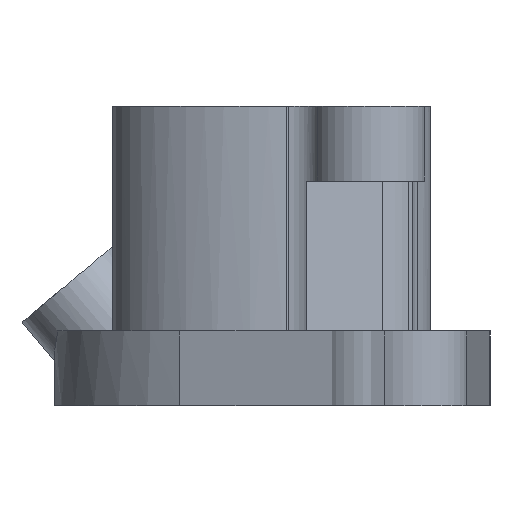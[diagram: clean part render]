
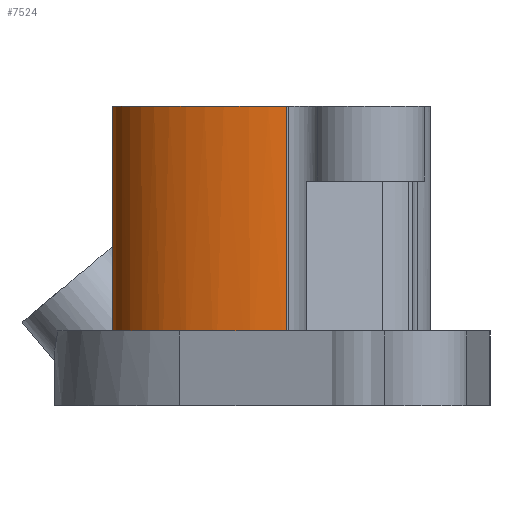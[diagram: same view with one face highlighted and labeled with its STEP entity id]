
A CAD part, left-side view. The second image highlights one B-rep face of the part: STEP entity #7524.
In plain terms, the highlighted free-form (B-spline) face has degree [3, 1] with [4, 2] control points.
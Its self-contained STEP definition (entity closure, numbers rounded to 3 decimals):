
#137 = VERTEX_POINT ( 'NONE', #7730 ) ;
#230 = ORIENTED_EDGE ( 'NONE', *, *, #5281, .F. ) ;
#431 = ORIENTED_EDGE ( 'NONE', *, *, #9043, .T. ) ;
#1840 = VERTEX_POINT ( 'NONE', #9725 ) ;
#1973 = EDGE_LOOP ( 'NONE', ( #230, #9879, #5236, #431 ) ) ;
#2097 = CARTESIAN_POINT ( 'NONE',  ( -243.674, 26.006, 256. ) ) ;
#2177 = CARTESIAN_POINT ( 'NONE',  ( -255.046, 26.006, 304. ) ) ;
#2324 = VECTOR ( 'NONE', #6325, 1000. ) ;
#2382 =( BOUNDED_CURVE ( )  B_SPLINE_CURVE ( 3, ( #7261, #2434, #7310, #10526 ),
 .UNSPECIFIED., .F., .T. ) 
 B_SPLINE_CURVE_WITH_KNOTS ( ( 4, 4 ),
 ( 3.142, 4.809 ),
 .UNSPECIFIED. ) 
 CURVE ( )  GEOMETRIC_REPRESENTATION_ITEM ( )  RATIONAL_B_SPLINE_CURVE ( ( 1., 0.781, 0.781, 1. ) ) 
 REPRESENTATION_ITEM ( '' )  );
#2434 = CARTESIAN_POINT ( 'NONE',  ( -255.046, 26.006, 304. ) ) ;
#2978 = CARTESIAN_POINT ( 'NONE',  ( -243.674, 26.006, 304. ) ) ;
#3238 = VERTEX_POINT ( 'NONE', #3921 ) ;
#3725 = FACE_OUTER_BOUND ( 'NONE', #1973, .T. ) ;
#3921 = CARTESIAN_POINT ( 'NONE',  ( -243.674, 26.006, 304. ) ) ;
#4778 = CARTESIAN_POINT ( 'NONE',  ( -261.59, -1.958, 304. ) ) ;
#5236 = ORIENTED_EDGE ( 'NONE', *, *, #8989, .F. ) ;
#5281 = EDGE_CURVE ( 'NONE', #3238, #6659, #2382, .T. ) ;
#5465 = CARTESIAN_POINT ( 'NONE',  ( -261.59, -1.958, 268. ) ) ;
#5581 = DIRECTION ( 'NONE',  ( 0., 0., 1. ) ) ;
#5740 = CARTESIAN_POINT ( 'NONE',  ( -243.674, 26.006, 268. ) ) ;
#6018 =( BOUNDED_SURFACE ( )  B_SPLINE_SURFACE ( 3, 1, ( 
 ( #9452, #2978 ),
 ( #9502, #2177 ),
 ( #10360, #9550 ),
 ( #8857, #4778 ) ),
 .UNSPECIFIED., .F., .F., .T. ) 
 B_SPLINE_SURFACE_WITH_KNOTS ( ( 4, 4 ),
 ( 2, 2 ),
 ( 0., 1. ),
 ( 0., 1. ),
 .UNSPECIFIED. ) 
 GEOMETRIC_REPRESENTATION_ITEM ( )  RATIONAL_B_SPLINE_SURFACE ( (
 ( 1., 1.),
 ( 0.781, 0.781),
 ( 0.781, 0.781),
 ( 1., 1.) ) ) 
 REPRESENTATION_ITEM ( '' )  SURFACE ( )  );
#6160 = CARTESIAN_POINT ( 'NONE',  ( -255.046, 26.006, 256. ) ) ;
#6243 = EDGE_CURVE ( 'NONE', #1840, #3238, #9747, .T. ) ;
#6325 = DIRECTION ( 'NONE',  ( 0., 0., 1. ) ) ;
#6659 = VERTEX_POINT ( 'NONE', #7254 ) ;
#7254 = CARTESIAN_POINT ( 'NONE',  ( -261.59, -1.958, 304. ) ) ;
#7261 = CARTESIAN_POINT ( 'NONE',  ( -243.674, 26.006, 304. ) ) ;
#7310 = CARTESIAN_POINT ( 'NONE',  ( -262.689, 14.076, 304. ) ) ;
#7524 = ADVANCED_FACE ( 'NONE', ( #3725 ), #6018, .T. ) ;
#7730 = CARTESIAN_POINT ( 'NONE',  ( -261.59, -1.958, 256. ) ) ;
#8857 = CARTESIAN_POINT ( 'NONE',  ( -261.59, -1.958, 256. ) ) ;
#8989 = EDGE_CURVE ( 'NONE', #137, #1840, #9700, .T. ) ;
#9043 = EDGE_CURVE ( 'NONE', #137, #6659, #9526, .T. ) ;
#9078 = VECTOR ( 'NONE', #5581, 1000. ) ;
#9368 = CARTESIAN_POINT ( 'NONE',  ( -261.59, -1.958, 256. ) ) ;
#9452 = CARTESIAN_POINT ( 'NONE',  ( -243.674, 26.006, 256. ) ) ;
#9502 = CARTESIAN_POINT ( 'NONE',  ( -255.046, 26.006, 256. ) ) ;
#9526 = LINE ( 'NONE', #5465, #2324 ) ;
#9550 = CARTESIAN_POINT ( 'NONE',  ( -262.689, 14.076, 304. ) ) ;
#9700 =( BOUNDED_CURVE ( )  B_SPLINE_CURVE ( 3, ( #9368, #10224, #6160, #2097 ),
 .UNSPECIFIED., .F., .T. ) 
 B_SPLINE_CURVE_WITH_KNOTS ( ( 4, 4 ),
 ( 1.474, 3.142 ),
 .UNSPECIFIED. ) 
 CURVE ( )  GEOMETRIC_REPRESENTATION_ITEM ( )  RATIONAL_B_SPLINE_CURVE ( ( 1., 0.781, 0.781, 1. ) ) 
 REPRESENTATION_ITEM ( '' )  );
#9725 = CARTESIAN_POINT ( 'NONE',  ( -243.674, 26.006, 256. ) ) ;
#9747 = LINE ( 'NONE', #5740, #9078 ) ;
#9879 = ORIENTED_EDGE ( 'NONE', *, *, #6243, .F. ) ;
#10224 = CARTESIAN_POINT ( 'NONE',  ( -262.689, 14.076, 256. ) ) ;
#10360 = CARTESIAN_POINT ( 'NONE',  ( -262.689, 14.076, 256. ) ) ;
#10526 = CARTESIAN_POINT ( 'NONE',  ( -261.59, -1.958, 304. ) ) ;
